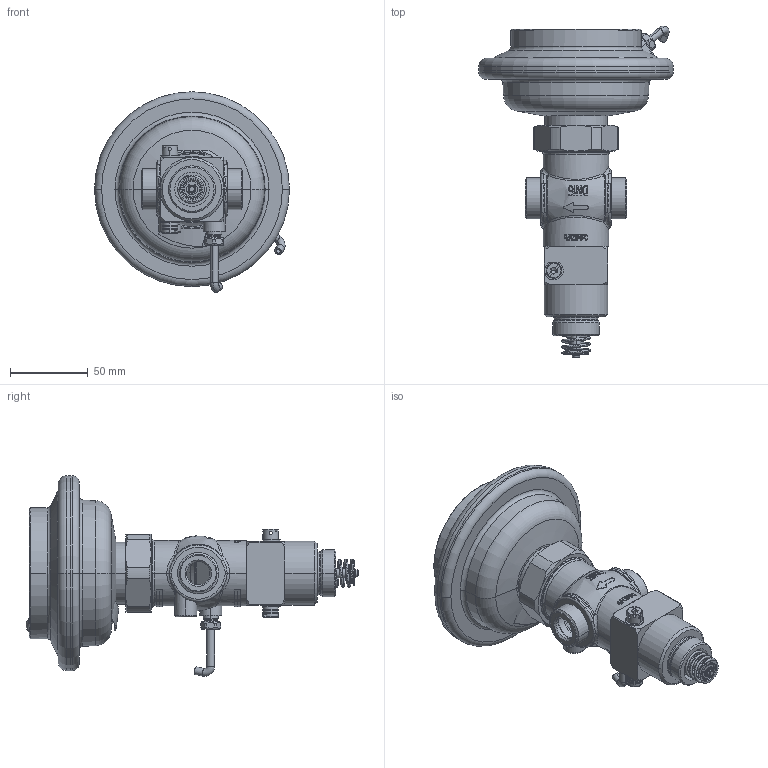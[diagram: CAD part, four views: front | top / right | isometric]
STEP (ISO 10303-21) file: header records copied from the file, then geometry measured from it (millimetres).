
FILE_DESCRIPTION((''),'2;1');
FILE_NAME('003H6747_AVQM_PN25_ASM','2015-02-23T',('u317927'),('Danfoss'),'PRO/ENGINEER BY PARAMETRIC TECHNOLOGY CORPORATION, 2014000','PRO/ENGINEER BY PARAMETRIC TECHNOLOGY CORPORATION, 2014000','');
FILE_SCHEMA(('CONFIG_CONTROL_DESIGN'));
Products named in the file (28): 8882894_1; 8882932_ASM_1_ASM; 8883855_1; 8883858_1; 8883859_1; 8883856_1; 5451222_1; 8882293_1; 8502117_1; 5201738_1; 8882294_1; 5201737_1; 8883774_ASM_1_ASM; 8883846_AF0_ASM_1; 88810780-BOTTOM-CLOSED_1; 88810790_ZAVIHAN_1; 8883807_1; TRATA-MUTTER_1; 8883753_ASM_1_ASM; 8882056_1; 5211524_1; 8881022_1; ROHRLEITUNG-OBEN5MM_1; 5454030_1; ROHRLEITUNG-UNTEN5MM_1; 8883503_1; 003H6747_ASM_1_ASM; 003H6747_AVQM_PN25_ASM
Assembly tree (31 placements, depth 4):
  003H6747_AVQM_PN25_ASM
    003H6747_ASM_1_ASM
      8882932_ASM_1_ASM
        8882894_1
      8883774_ASM_1_ASM
        8883855_1
        8883858_1
        8883859_1
        8883856_1
        5451222_1  x2
        8882293_1
        8502117_1
        5201738_1
        8882294_1
        5201737_1  x2
      8883846_AF0_ASM_1
      8883753_ASM_1_ASM
        88810780-BOTTOM-CLOSED_1
        88810790_ZAVIHAN_1
        8883807_1
        TRATA-MUTTER_1
      8882056_1
      5211524_1  x2
      8881022_1  x2
      ROHRLEITUNG-OBEN5MM_1
      5454030_1
      ROHRLEITUNG-UNTEN5MM_1
      8883503_1
Bounding box: 125.09 x 213.05 x 128.68 mm (x, y, z)
Volume: 318092.2 mm3; surface area: 159719.4 mm2
Topology: 26 solids, 40 shells, 1841 faces, 4815 edges, 3107 vertices
Faces by surface type: plane 825, cylinder 451, cone 232, torus 208, bspline 112, sphere 13
Entity records: 64426 total; most frequent: CARTESIAN_POINT 22039, ORIENTED_EDGE 9034, DIRECTION 8550, EDGE_CURVE 4557, AXIS2_PLACEMENT_3D 3517, VERTEX_POINT 2942, EDGE_LOOP 1891, CIRCLE 1782
